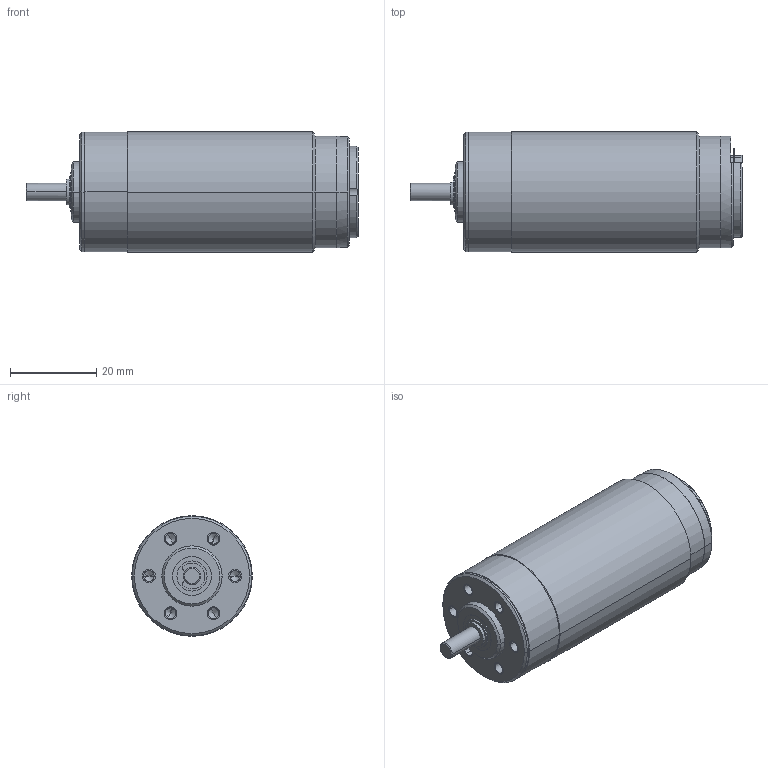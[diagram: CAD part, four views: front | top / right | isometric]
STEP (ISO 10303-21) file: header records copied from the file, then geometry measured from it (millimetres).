
FILE_DESCRIPTION((''),'2;1');
FILE_NAME('PRT0007','2015-11-30T',('vinayak.bharmal'),(''),'PRO/ENGINEER BY PARAMETRIC TECHNOLOGY CORPORATION, 2014310','PRO/ENGINEER BY PARAMETRIC TECHNOLOGY CORPORATION, 2014310','');
FILE_SCHEMA(('CONFIG_CONTROL_DESIGN'));
Length unit declared in the file: millimetre
Products named in the file (1): PRT0007
Bounding box: 77.1 x 28 x 28 mm (x, y, z)
Volume: 38586.8 mm3; surface area: 7424.3 mm2
Topology: 1 solids, 7 shells, 141 faces, 363 edges, 232 vertices
Faces by surface type: cylinder 65, plane 48, cone 28
Entity records: 4452 total; most frequent: CARTESIAN_POINT 925, DIRECTION 774, ORIENTED_EDGE 678, EDGE_CURVE 351, AXIS2_PLACEMENT_3D 310, VERTEX_POINT 232, EDGE_LOOP 169, CIRCLE 168
